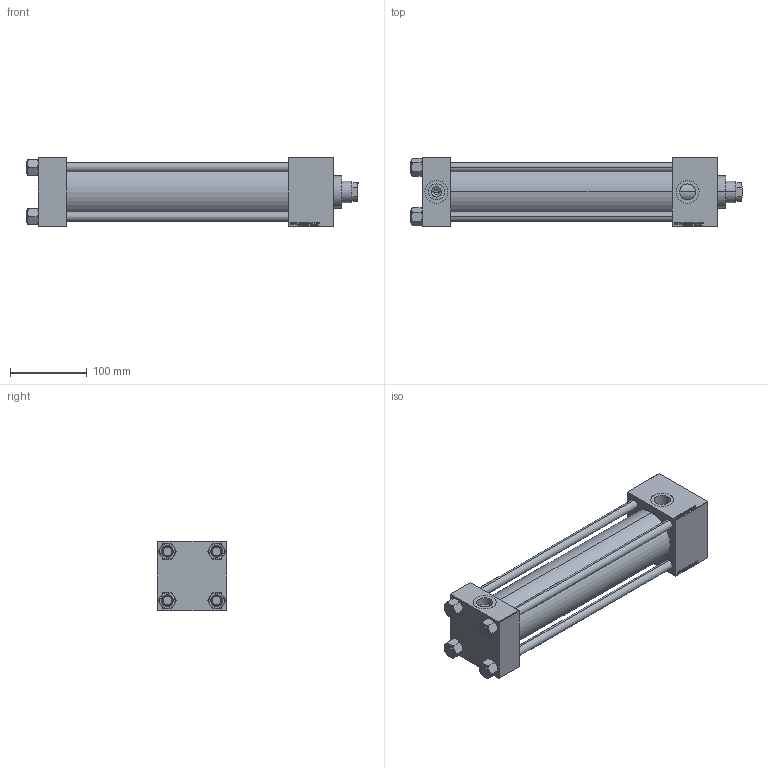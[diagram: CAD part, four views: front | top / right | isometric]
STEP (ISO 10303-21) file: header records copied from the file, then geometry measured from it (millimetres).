
FILE_DESCRIPTION (( 'STEP AP203' ), '1' );
FILE_NAME ('b800.STEP', '2023-09-24T20:43:40', ( '' ), ( '' ), 'SwSTEP 2.0', 'SolidWorks 2019', '' );
FILE_SCHEMA (( 'CONFIG_CONTROL_DESIGN' ));
Length unit declared in the file: millimetre
Products named in the file (6): V215CD_Body_C 7a769032be9e954430d80f53134a2821; V215CD_VC_C 7a769032be9e954430d80f53134a2821; V215CD_C_TYCINKA 7a769032be9e954430d80f53134a2821; b800; V215CD_VCP_C 7a769032be9e954430d80f53134a2821; NUT_M5_V215CD_C 7a769032be9e954430d80f53134a2821
Assembly tree (11 placements, depth 2):
  b800
    V215CD_Body_C 7a769032be9e954430d80f53134a2821
    V215CD_VC_C 7a769032be9e954430d80f53134a2821
    V215CD_VCP_C 7a769032be9e954430d80f53134a2821
    V215CD_C_TYCINKA 7a769032be9e954430d80f53134a2821  x4
    NUT_M5_V215CD_C 7a769032be9e954430d80f53134a2821  x4
Bounding box: 433 x 90 x 90 mm (x, y, z)
Volume: 1335626 mm3; surface area: 329422.2 mm2
Topology: 11 solids, 11 shells, 1148 faces, 2877 edges, 1867 vertices
Faces by surface type: plane 526, bspline 392, cone 136, cylinder 86, torus 8
Entity records: 50235 total; most frequent: CARTESIAN_POINT 27123, ORIENTED_EDGE 5246, DIRECTION 3301, EDGE_CURVE 2623, VERTEX_POINT 1723, LINE 1591, VECTOR 1591, EDGE_LOOP 1156
